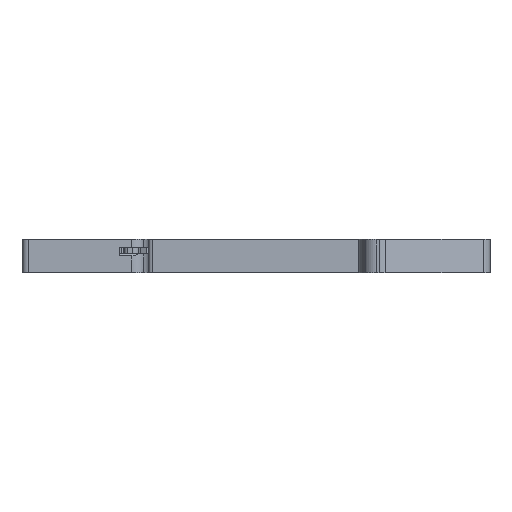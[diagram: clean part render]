
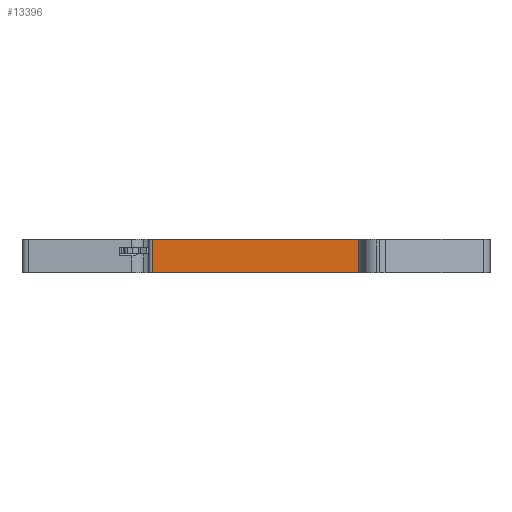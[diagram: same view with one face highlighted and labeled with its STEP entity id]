
A CAD part, front view. The second image highlights one B-rep face of the part: STEP entity #13396.
In plain terms, the highlighted planar face has unit normal (0, -1, 0).
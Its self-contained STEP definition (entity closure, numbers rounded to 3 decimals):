
#12686=CARTESIAN_POINT('',(20.147,-29.4,5.15));
#12687=VERTEX_POINT('',#12686);
#12695=CARTESIAN_POINT('',(53.28,-29.4,5.15));
#12696=VERTEX_POINT('',#12695);
#12697=CARTESIAN_POINT('',(20.147,-29.4,5.15));
#12698=DIRECTION('',(1.,0.,0.));
#12699=VECTOR('',#12698,33.133);
#12700=LINE('',#12697,#12699);
#12701=EDGE_CURVE('',#12687,#12696,#12700,.T.);
#13366=CARTESIAN_POINT('',(36.714,-29.4,2.575));
#13367=DIRECTION('',(0.,0.,-1.));
#13368=DIRECTION('',(0.,-1.,0.));
#13369=AXIS2_PLACEMENT_3D('',#13366,#13368,#13367);
#13370=PLANE('',#13369);
#13371=ORIENTED_EDGE('',*,*,#12701,.F.);
#13372=CARTESIAN_POINT('',(20.147,-29.4,0.));
#13373=VERTEX_POINT('',#13372);
#13374=CARTESIAN_POINT('',(20.147,-29.4,5.15));
#13375=DIRECTION('',(0.,0.,-1.));
#13376=VECTOR('',#13375,5.15);
#13377=LINE('',#13374,#13376);
#13378=EDGE_CURVE('',#12687,#13373,#13377,.T.);
#13379=ORIENTED_EDGE('E1190',*,*,#13378,.T.);
#13380=CARTESIAN_POINT('',(53.28,-29.4,0.));
#13381=VERTEX_POINT('',#13380);
#13382=CARTESIAN_POINT('',(20.147,-29.4,0.));
#13383=DIRECTION('',(1.,0.,0.));
#13384=VECTOR('',#13383,33.133);
#13385=LINE('',#13382,#13384);
#13386=EDGE_CURVE('',#13373,#13381,#13385,.T.);
#13387=ORIENTED_EDGE('E1191',*,*,#13386,.T.);
#13388=CARTESIAN_POINT('',(53.28,-29.4,0.));
#13389=DIRECTION('',(0.,0.,1.));
#13390=VECTOR('',#13389,5.15);
#13391=LINE('',#13388,#13390);
#13392=EDGE_CURVE('',#13381,#12696,#13391,.T.);
#13393=ORIENTED_EDGE('E1192',*,*,#13392,.T.);
#13394=EDGE_LOOP('',(#13371,#13379,#13387,#13393));
#13395=FACE_OUTER_BOUND('',#13394,.T.);
#13396=ADVANCED_FACE('F395',(#13395),#13370,.T.);
